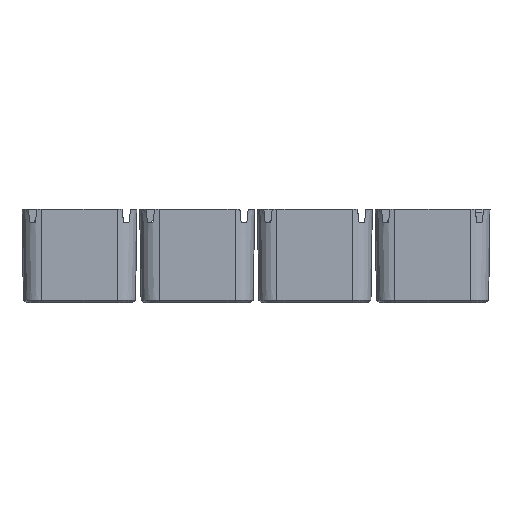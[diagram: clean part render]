
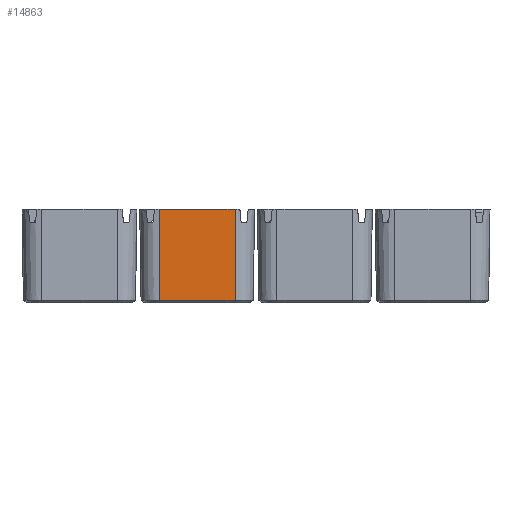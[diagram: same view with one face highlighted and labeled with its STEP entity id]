
A CAD part, left-side view. The second image highlights one B-rep face of the part: STEP entity #14863.
In plain terms, the highlighted planar face has unit normal (-1, 0, -0.015).
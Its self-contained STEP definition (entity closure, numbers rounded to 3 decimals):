
#13855 = PLANE('',#13856);
#13856 = AXIS2_PLACEMENT_3D('',#13857,#13858,#13859);
#13857 = CARTESIAN_POINT('',(7.,34.2,33.7));
#13858 = DIRECTION('',(0.,0.,1.));
#13859 = DIRECTION('',(1.,0.,0.));
#14094 = CONICAL_SURFACE('',#14095,7.,0.015);
#14095 = AXIS2_PLACEMENT_3D('',#14096,#14097,#14098);
#14096 = CARTESIAN_POINT('',(7.,34.2,33.7));
#14097 = DIRECTION('',(0.,0.,1.));
#14098 = DIRECTION('',(1.,0.,0.));
#14191 = VERTEX_POINT('',#14192);
#14192 = CARTESIAN_POINT('',(0.,34.2,33.7));
#14214 = EDGE_CURVE('',#14215,#14191,#14217,.T.);
#14215 = VERTEX_POINT('',#14216);
#14216 = CARTESIAN_POINT('',(0.,7.,33.7));
#14217 = SURFACE_CURVE('',#14218,(#14222,#14229),.PCURVE_S1.);
#14218 = LINE('',#14219,#14220);
#14219 = CARTESIAN_POINT('',(0.,20.6,33.7));
#14220 = VECTOR('',#14221,1.);
#14221 = DIRECTION('',(0.,1.,0.));
#14222 = PCURVE('',#13855,#14223);
#14223 = DEFINITIONAL_REPRESENTATION('',(#14224),#14228);
#14224 = LINE('',#14225,#14226);
#14225 = CARTESIAN_POINT('',(-7.,-13.6));
#14226 = VECTOR('',#14227,1.);
#14227 = DIRECTION('',(0.,1.));
#14228 = ( GEOMETRIC_REPRESENTATION_CONTEXT(2) 
PARAMETRIC_REPRESENTATION_CONTEXT() REPRESENTATION_CONTEXT('2D SPACE',''
  ) );
#14229 = PCURVE('',#14230,#14235);
#14230 = PLANE('',#14231);
#14231 = AXIS2_PLACEMENT_3D('',#14232,#14233,#14234);
#14232 = CARTESIAN_POINT('',(0.5,20.6,0.));
#14233 = DIRECTION('',(1.,0.,0.015));
#14234 = DIRECTION('',(0.,-1.,0.));
#14235 = DEFINITIONAL_REPRESENTATION('',(#14236),#14240);
#14236 = LINE('',#14237,#14238);
#14237 = CARTESIAN_POINT('',(0.,-33.704));
#14238 = VECTOR('',#14239,1.);
#14239 = DIRECTION('',(-1.,0.));
#14240 = ( GEOMETRIC_REPRESENTATION_CONTEXT(2) 
PARAMETRIC_REPRESENTATION_CONTEXT() REPRESENTATION_CONTEXT('2D SPACE',''
  ) );
#14259 = CONICAL_SURFACE('',#14260,7.,0.015);
#14260 = AXIS2_PLACEMENT_3D('',#14261,#14262,#14263);
#14261 = CARTESIAN_POINT('',(7.,7.,33.7));
#14262 = DIRECTION('',(0.,0.,1.));
#14263 = DIRECTION('',(1.,0.,0.));
#14575 = VERTEX_POINT('',#14576);
#14576 = CARTESIAN_POINT('',(0.485,7.,1.));
#14603 = EDGE_CURVE('',#14215,#14575,#14604,.T.);
#14604 = SURFACE_CURVE('',#14605,(#14608,#14614),.PCURVE_S1.);
#14605 = B_SPLINE_CURVE_WITH_KNOTS('',1,(#14606,#14607),.UNSPECIFIED.,
  .F.,.F.,(2,2),(0.,1.),.PIECEWISE_BEZIER_KNOTS.);
#14606 = CARTESIAN_POINT('',(0.,7.,33.7));
#14607 = CARTESIAN_POINT('',(0.5,7.,0.));
#14608 = PCURVE('',#14259,#14609);
#14609 = DEFINITIONAL_REPRESENTATION('',(#14610),#14613);
#14610 = B_SPLINE_CURVE_WITH_KNOTS('',1,(#14611,#14612),.UNSPECIFIED.,
  .F.,.F.,(2,2),(0.,1.),.PIECEWISE_BEZIER_KNOTS.);
#14611 = CARTESIAN_POINT('',(3.142,0.));
#14612 = CARTESIAN_POINT('',(3.142,-33.7));
#14613 = ( GEOMETRIC_REPRESENTATION_CONTEXT(2) 
PARAMETRIC_REPRESENTATION_CONTEXT() REPRESENTATION_CONTEXT('2D SPACE',''
  ) );
#14614 = PCURVE('',#14230,#14615);
#14615 = DEFINITIONAL_REPRESENTATION('',(#14616),#14619);
#14616 = B_SPLINE_CURVE_WITH_KNOTS('',1,(#14617,#14618),.UNSPECIFIED.,
  .F.,.F.,(2,2),(0.,1.),.PIECEWISE_BEZIER_KNOTS.);
#14617 = CARTESIAN_POINT('',(13.6,-33.704));
#14618 = CARTESIAN_POINT('',(13.6,0.));
#14619 = ( GEOMETRIC_REPRESENTATION_CONTEXT(2) 
PARAMETRIC_REPRESENTATION_CONTEXT() REPRESENTATION_CONTEXT('2D SPACE',''
  ) );
#14863 = ADVANCED_FACE('',(#14864),#14230,.F.);
#14864 = FACE_BOUND('',#14865,.F.);
#14865 = EDGE_LOOP('',(#14866,#14867,#14895,#14916));
#14866 = ORIENTED_EDGE('',*,*,#14603,.T.);
#14867 = ORIENTED_EDGE('',*,*,#14868,.F.);
#14868 = EDGE_CURVE('',#14869,#14575,#14871,.T.);
#14869 = VERTEX_POINT('',#14870);
#14870 = CARTESIAN_POINT('',(0.485,34.2,1.));
#14871 = SURFACE_CURVE('',#14872,(#14876,#14883),.PCURVE_S1.);
#14872 = LINE('',#14873,#14874);
#14873 = CARTESIAN_POINT('',(0.485,34.2,1.));
#14874 = VECTOR('',#14875,1.);
#14875 = DIRECTION('',(-0.,-1.,-0.));
#14876 = PCURVE('',#14230,#14877);
#14877 = DEFINITIONAL_REPRESENTATION('',(#14878),#14882);
#14878 = LINE('',#14879,#14880);
#14879 = CARTESIAN_POINT('',(-13.6,-1.));
#14880 = VECTOR('',#14881,1.);
#14881 = DIRECTION('',(1.,0.));
#14882 = ( GEOMETRIC_REPRESENTATION_CONTEXT(2) 
PARAMETRIC_REPRESENTATION_CONTEXT() REPRESENTATION_CONTEXT('2D SPACE',''
  ) );
#14883 = PCURVE('',#14884,#14889);
#14884 = PLANE('',#14885);
#14885 = AXIS2_PLACEMENT_3D('',#14886,#14887,#14888);
#14886 = CARTESIAN_POINT('',(0.993,34.2,0.5));
#14887 = DIRECTION('',(-0.702,0.,-0.712
    ));
#14888 = DIRECTION('',(0.,-1.,0.));
#14889 = DEFINITIONAL_REPRESENTATION('',(#14890),#14894);
#14890 = LINE('',#14891,#14892);
#14891 = CARTESIAN_POINT('',(0.,0.712));
#14892 = VECTOR('',#14893,1.);
#14893 = DIRECTION('',(1.,0.));
#14894 = ( GEOMETRIC_REPRESENTATION_CONTEXT(2) 
PARAMETRIC_REPRESENTATION_CONTEXT() REPRESENTATION_CONTEXT('2D SPACE',''
  ) );
#14895 = ORIENTED_EDGE('',*,*,#14896,.T.);
#14896 = EDGE_CURVE('',#14869,#14191,#14897,.T.);
#14897 = SURFACE_CURVE('',#14898,(#14902,#14909),.PCURVE_S1.);
#14898 = LINE('',#14899,#14900);
#14899 = CARTESIAN_POINT('',(0.5,34.2,0.));
#14900 = VECTOR('',#14901,1.);
#14901 = DIRECTION('',(-0.015,0.,1.));
#14902 = PCURVE('',#14230,#14903);
#14903 = DEFINITIONAL_REPRESENTATION('',(#14904),#14908);
#14904 = LINE('',#14905,#14906);
#14905 = CARTESIAN_POINT('',(-13.6,0.));
#14906 = VECTOR('',#14907,1.);
#14907 = DIRECTION('',(0.,-1.));
#14908 = ( GEOMETRIC_REPRESENTATION_CONTEXT(2) 
PARAMETRIC_REPRESENTATION_CONTEXT() REPRESENTATION_CONTEXT('2D SPACE',''
  ) );
#14909 = PCURVE('',#14094,#14910);
#14910 = DEFINITIONAL_REPRESENTATION('',(#14911),#14915);
#14911 = LINE('',#14912,#14913);
#14912 = CARTESIAN_POINT('',(3.142,-33.7));
#14913 = VECTOR('',#14914,1.);
#14914 = DIRECTION('',(-0.,1.));
#14915 = ( GEOMETRIC_REPRESENTATION_CONTEXT(2) 
PARAMETRIC_REPRESENTATION_CONTEXT() REPRESENTATION_CONTEXT('2D SPACE',''
  ) );
#14916 = ORIENTED_EDGE('',*,*,#14214,.F.);
